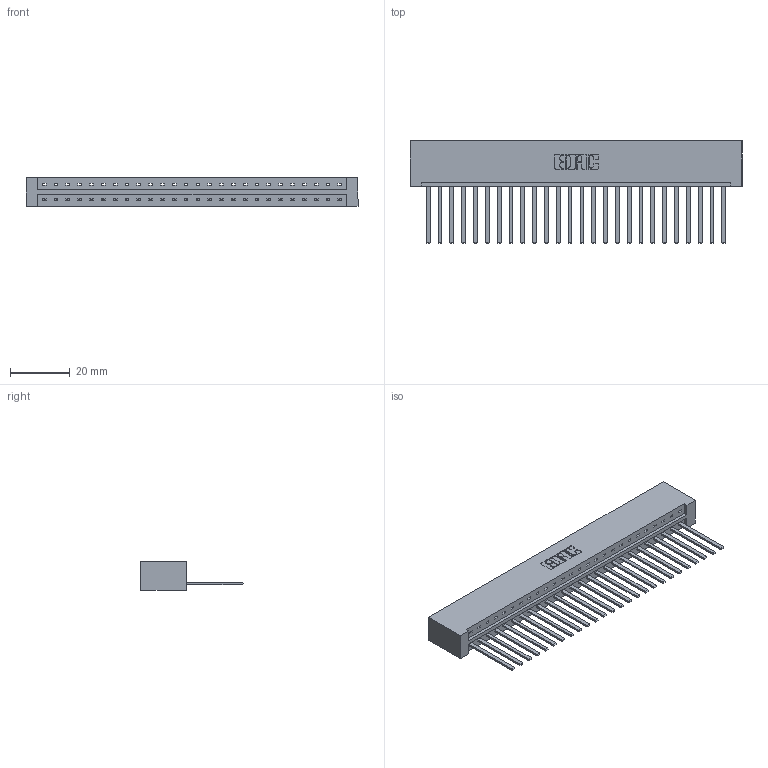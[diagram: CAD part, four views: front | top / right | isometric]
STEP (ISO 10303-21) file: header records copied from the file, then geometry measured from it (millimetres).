
FILE_DESCRIPTION (( 'STEP AP203' ), '1' );
FILE_NAME ('833-026-544-101.STEP', '2020-06-02T05:03:50', ( '' ), ( '' ), 'SwSTEP 2.0', 'SolidWorks 2020', '' );
FILE_SCHEMA (( 'CONFIG_CONTROL_DESIGN' ));
Length unit declared in the file: inch
Products named in the file (3): 345-292-001_345-293-144; 833-026-544-101; 833 Part_Lugless
Assembly tree (27 placements, depth 2):
  833-026-544-101
    833 Part_Lugless
    345-292-001_345-293-144  x26
Bounding box: 111.28 x 34.3 x 9.4 mm (x, y, z)
Volume: 11973.9 mm3; surface area: 13786.5 mm2
Topology: 27 solids, 27 shells, 1458 faces, 4395 edges, 2894 vertices
Faces by surface type: plane 1054, cylinder 404
Entity records: 17503 total; most frequent: CARTESIAN_POINT 3028, ORIENTED_EDGE 2990, DIRECTION 2575, EDGE_CURVE 1495, LINE 1379, VECTOR 1379, VERTEX_POINT 994, AXIS2_PLACEMENT_3D 598
